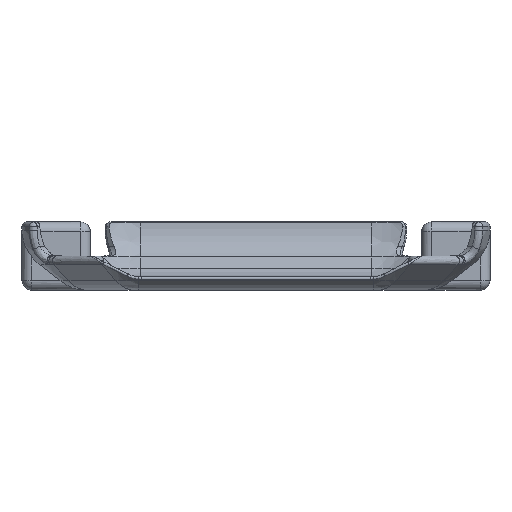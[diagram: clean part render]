
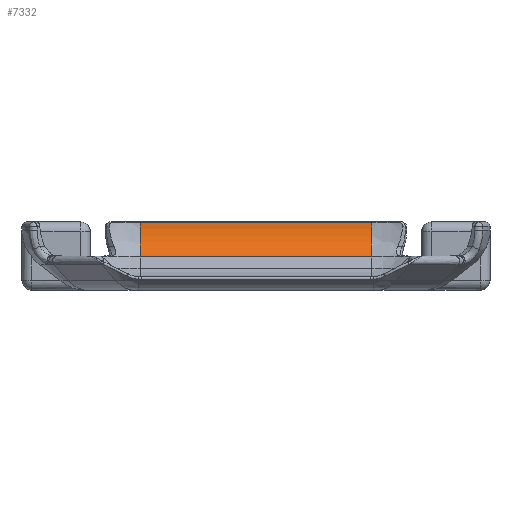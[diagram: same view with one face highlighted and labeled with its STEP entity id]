
A CAD part, front view. The second image highlights one B-rep face of the part: STEP entity #7332.
In plain terms, the highlighted cylindrical face has radius 9 mm (diameter 18 mm), a partial arc.
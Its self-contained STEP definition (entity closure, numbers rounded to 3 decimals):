
#931=FACE_OUTER_BOUND('',#1360,.T.);
#1360=EDGE_LOOP('',(#6265,#6266,#6267,#6268));
#1742=CIRCLE('',#7978,9.);
#1757=CIRCLE('',#8010,9.);
#2174=LINE('',#24585,#2578);
#2191=LINE('',#25043,#2595);
#2578=VECTOR('',#9866,1.);
#2595=VECTOR('',#9969,1.);
#3159=VERTEX_POINT('',#23813);
#3163=VERTEX_POINT('',#23853);
#3182=VERTEX_POINT('',#24166);
#3183=VERTEX_POINT('',#24168);
#4122=EDGE_CURVE('',#3159,#3163,#1742,.T.);
#4161=EDGE_CURVE('',#3182,#3183,#1757,.T.);
#4215=EDGE_CURVE('',#3183,#3163,#2174,.T.);
#4248=EDGE_CURVE('',#3182,#3159,#2191,.T.);
#6265=ORIENTED_EDGE('',*,*,#4161,.F.);
#6266=ORIENTED_EDGE('',*,*,#4248,.T.);
#6267=ORIENTED_EDGE('',*,*,#4122,.T.);
#6268=ORIENTED_EDGE('',*,*,#4215,.F.);
#6500=CYLINDRICAL_SURFACE('',#8094,9.);
#7332=ADVANCED_FACE('',(#931),#6500,.F.);
#7978=AXIS2_PLACEMENT_3D('',#23855,#9679,#9680);
#8010=AXIS2_PLACEMENT_3D('',#24169,#9758,#9759);
#8094=AXIS2_PLACEMENT_3D('',#25042,#9967,#9968);
#9679=DIRECTION('center_axis',(-1.,0.,0.));
#9680=DIRECTION('ref_axis',(0.,1.,0.));
#9758=DIRECTION('center_axis',(-1.,0.,0.));
#9759=DIRECTION('ref_axis',(0.,1.,0.));
#9866=DIRECTION('',(-1.,0.,0.));
#9967=DIRECTION('center_axis',(-1.,0.,0.));
#9968=DIRECTION('ref_axis',(0.,1.,0.));
#9969=DIRECTION('',(-1.,0.,0.));
#23813=CARTESIAN_POINT('',(-23.701,66.,-16.159));
#23853=CARTESIAN_POINT('',(-23.701,62.603,-23.202));
#23855=CARTESIAN_POINT('Origin',(-23.701,57.,-16.159));
#24166=CARTESIAN_POINT('',(23.701,66.,-16.159));
#24168=CARTESIAN_POINT('',(23.701,62.603,-23.202));
#24169=CARTESIAN_POINT('Origin',(23.701,57.,-16.159));
#24585=CARTESIAN_POINT('',(23.701,62.603,-23.202));
#25042=CARTESIAN_POINT('Origin',(23.701,57.,-16.159));
#25043=CARTESIAN_POINT('',(23.701,66.,-16.159));
